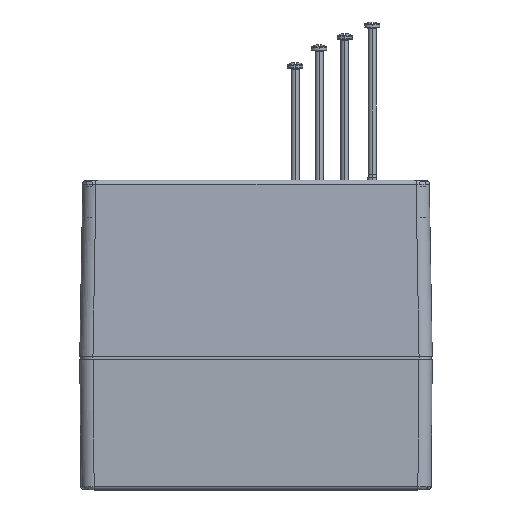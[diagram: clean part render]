
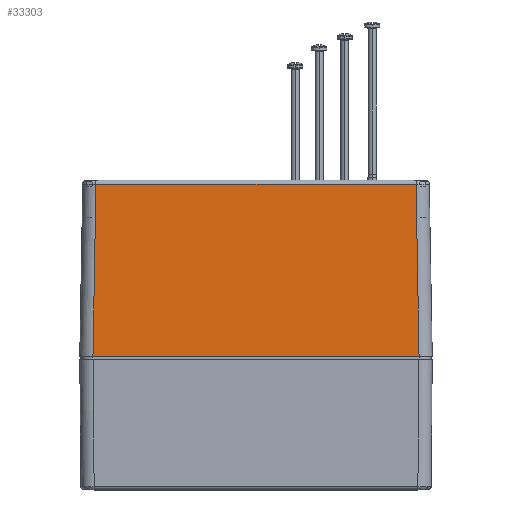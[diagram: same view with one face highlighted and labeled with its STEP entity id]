
A CAD part, top view. The second image highlights one B-rep face of the part: STEP entity #33303.
In plain terms, the highlighted face is planar.
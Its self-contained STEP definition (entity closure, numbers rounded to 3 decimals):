
#1248 = VERTEX_POINT ( 'NONE', #14059 ) ;
#1972 = DIRECTION ( 'NONE',  ( 0., -1., -0.017 ) ) ;
#1973 = DIRECTION ( 'NONE',  ( 0., -0.017, 1. ) ) ;
#1974 = AXIS2_PLACEMENT_3D ( 'NONE', #1975, #1973, #1972 ) ;
#1975 = CARTESIAN_POINT ( 'NONE',  ( -80., 0., 60. ) ) ;
#1976 = PLANE ( 'NONE',  #1974 ) ;
#1980 = FACE_OUTER_BOUND ( 'NONE', #33235, .T. ) ;
#1984 = DIRECTION ( 'NONE',  ( 1., 0., 0. ) ) ;
#1985 = VECTOR ( 'NONE', #1984, 1000. ) ;
#1993 = CARTESIAN_POINT ( 'NONE',  ( -80., -78.035, 58.638 ) ) ;
#1994 = LINE ( 'NONE', #1993, #1985 ) ;
#2002 = DIRECTION ( 'NONE',  ( 0.017, 1., 0.017 ) ) ;
#2003 = VECTOR ( 'NONE', #2002, 1000. ) ;
#2004 = CARTESIAN_POINT ( 'NONE',  ( 73.954, -2.686, 59.953 ) ) ;
#2005 = LINE ( 'NONE', #2004, #2003 ) ;
#2040 = DIRECTION ( 'NONE',  ( 0.017, -1., -0.017 ) ) ;
#2041 = VECTOR ( 'NONE', #2040, 1000. ) ;
#2042 = CARTESIAN_POINT ( 'NONE',  ( -74.003, 0.105, 60.002 ) ) ;
#2047 = LINE ( 'NONE', #2042, #2041 ) ;
#2049 = CARTESIAN_POINT ( 'NONE',  ( 72.639, -78.035, 58.638 ) ) ;
#8848 = VERTEX_POINT ( 'NONE', #22034 ) ;
#9077 = VERTEX_POINT ( 'NONE', #22531 ) ;
#9081 = EDGE_CURVE ( 'NONE', #8848, #9077, #22569, .T. ) ;
#14059 = CARTESIAN_POINT ( 'NONE',  ( -72.639, -78.035, 58.638 ) ) ;
#22034 = CARTESIAN_POINT ( 'NONE',  ( -74.001, 0., 60. ) ) ;
#22531 = CARTESIAN_POINT ( 'NONE',  ( 74.001, 0., 60. ) ) ;
#22566 = DIRECTION ( 'NONE',  ( 1., 0., 0. ) ) ;
#22567 = VECTOR ( 'NONE', #22566, 1000. ) ;
#22568 = CARTESIAN_POINT ( 'NONE',  ( -80., 0., 60. ) ) ;
#22569 = LINE ( 'NONE', #22568, #22567 ) ;
#33235 = EDGE_LOOP ( 'NONE', ( #33290, #33354, #33436, #33333 ) ) ;
#33290 = ORIENTED_EDGE ( 'NONE', *, *, #33401, .T. ) ;
#33292 = EDGE_CURVE ( 'NONE', #1248, #33389, #1994, .T. ) ;
#33303 = ADVANCED_FACE ( 'NONE', ( #1980 ), #1976, .T. ) ;
#33333 = ORIENTED_EDGE ( 'NONE', *, *, #9081, .F. ) ;
#33354 = ORIENTED_EDGE ( 'NONE', *, *, #33292, .T. ) ;
#33380 = EDGE_CURVE ( 'NONE', #33389, #9077, #2005, .T. ) ;
#33389 = VERTEX_POINT ( 'NONE', #2049 ) ;
#33401 = EDGE_CURVE ( 'NONE', #8848, #1248, #2047, .T. ) ;
#33436 = ORIENTED_EDGE ( 'NONE', *, *, #33380, .T. ) ;
